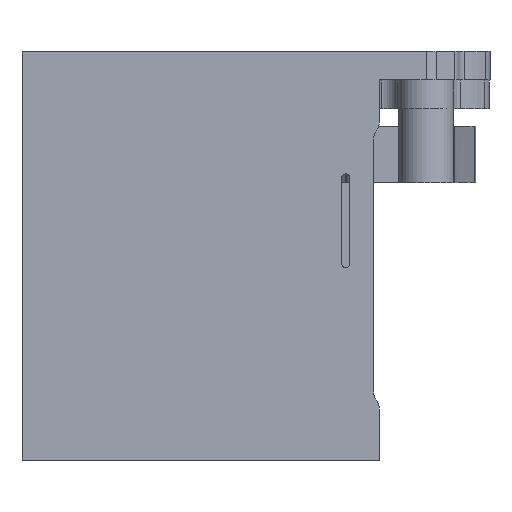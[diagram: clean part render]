
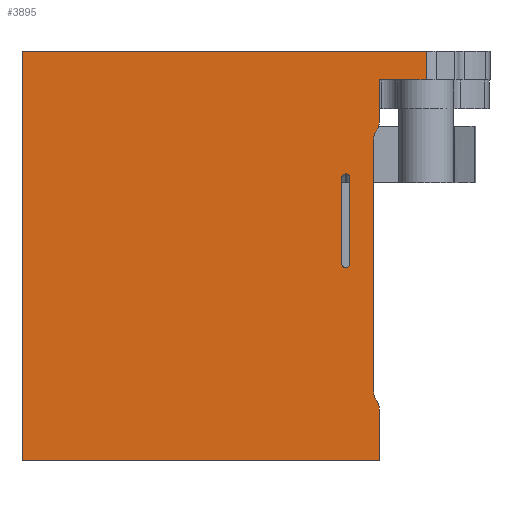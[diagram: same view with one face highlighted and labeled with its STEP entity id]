
A CAD part, left-side view. The second image highlights one B-rep face of the part: STEP entity #3895.
In plain terms, the highlighted planar face has unit normal (-1, 0, 0).
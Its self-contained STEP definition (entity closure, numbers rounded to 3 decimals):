
#55=FACE_BOUND('',#739,.T.);
#131=CIRCLE('',#4151,0.4);
#133=CIRCLE('',#4155,0.4);
#149=CIRCLE('',#4180,1.5);
#150=CIRCLE('',#4181,1.5);
#151=CIRCLE('',#4182,1.5);
#152=CIRCLE('',#4183,1.5);
#510=FACE_OUTER_BOUND('',#738,.T.);
#738=EDGE_LOOP('',(#2700,#2701,#2702,#2703,#2704,#2705,#2706,#2707,#2708,
#2709,#2710,#2711));
#739=EDGE_LOOP('',(#2712,#2713,#2714,#2715));
#1028=LINE('',#5916,#1352);
#1033=LINE('',#5930,#1357);
#1060=LINE('',#6018,#1384);
#1061=LINE('',#6024,#1385);
#1062=LINE('',#6030,#1386);
#1063=LINE('',#6032,#1387);
#1064=LINE('',#6034,#1388);
#1065=LINE('',#6036,#1389);
#1066=LINE('',#6038,#1390);
#1067=LINE('',#6039,#1391);
#1352=VECTOR('',#4633,10.);
#1357=VECTOR('',#4646,10.);
#1384=VECTOR('',#4725,10.);
#1385=VECTOR('',#4730,10.);
#1386=VECTOR('',#4735,10.);
#1387=VECTOR('',#4736,10.);
#1388=VECTOR('',#4737,10.);
#1389=VECTOR('',#4738,10.);
#1390=VECTOR('',#4739,10.);
#1391=VECTOR('',#4740,10.);
#1676=VERTEX_POINT('',#5914);
#1677=VERTEX_POINT('',#5915);
#1680=VERTEX_POINT('',#5923);
#1682=VERTEX_POINT('',#5929);
#1716=VERTEX_POINT('',#6016);
#1717=VERTEX_POINT('',#6017);
#1718=VERTEX_POINT('',#6019);
#1719=VERTEX_POINT('',#6021);
#1720=VERTEX_POINT('',#6023);
#1721=VERTEX_POINT('',#6025);
#1722=VERTEX_POINT('',#6027);
#1723=VERTEX_POINT('',#6029);
#1724=VERTEX_POINT('',#6031);
#1725=VERTEX_POINT('',#6033);
#1726=VERTEX_POINT('',#6035);
#1727=VERTEX_POINT('',#6037);
#2058=EDGE_CURVE('',#1676,#1677,#1028,.T.);
#2062=EDGE_CURVE('',#1677,#1680,#131,.T.);
#2065=EDGE_CURVE('',#1680,#1682,#1033,.T.);
#2068=EDGE_CURVE('',#1682,#1676,#133,.T.);
#2108=EDGE_CURVE('',#1716,#1717,#1060,.T.);
#2109=EDGE_CURVE('',#1718,#1716,#149,.T.);
#2110=EDGE_CURVE('',#1718,#1719,#150,.F.);
#2111=EDGE_CURVE('',#1719,#1720,#1061,.T.);
#2112=EDGE_CURVE('',#1720,#1721,#151,.F.);
#2113=EDGE_CURVE('',#1722,#1721,#152,.T.);
#2114=EDGE_CURVE('',#1722,#1723,#1062,.T.);
#2115=EDGE_CURVE('',#1724,#1723,#1063,.T.);
#2116=EDGE_CURVE('',#1725,#1724,#1064,.T.);
#2117=EDGE_CURVE('',#1726,#1725,#1065,.T.);
#2118=EDGE_CURVE('',#1727,#1726,#1066,.T.);
#2119=EDGE_CURVE('',#1717,#1727,#1067,.T.);
#2700=ORIENTED_EDGE('',*,*,#2108,.F.);
#2701=ORIENTED_EDGE('',*,*,#2109,.F.);
#2702=ORIENTED_EDGE('',*,*,#2110,.T.);
#2703=ORIENTED_EDGE('',*,*,#2111,.T.);
#2704=ORIENTED_EDGE('',*,*,#2112,.T.);
#2705=ORIENTED_EDGE('',*,*,#2113,.F.);
#2706=ORIENTED_EDGE('',*,*,#2114,.T.);
#2707=ORIENTED_EDGE('',*,*,#2115,.F.);
#2708=ORIENTED_EDGE('',*,*,#2116,.F.);
#2709=ORIENTED_EDGE('',*,*,#2117,.F.);
#2710=ORIENTED_EDGE('',*,*,#2118,.F.);
#2711=ORIENTED_EDGE('',*,*,#2119,.F.);
#2712=ORIENTED_EDGE('',*,*,#2068,.T.);
#2713=ORIENTED_EDGE('',*,*,#2058,.T.);
#2714=ORIENTED_EDGE('',*,*,#2062,.T.);
#2715=ORIENTED_EDGE('',*,*,#2065,.T.);
#3788=PLANE('',#4179);
#3895=ADVANCED_FACE('',(#510,#55),#3788,.T.);
#4151=AXIS2_PLACEMENT_3D('',#5924,#4639,#4640);
#4155=AXIS2_PLACEMENT_3D('',#5935,#4651,#4652);
#4179=AXIS2_PLACEMENT_3D('',#6015,#4723,#4724);
#4180=AXIS2_PLACEMENT_3D('',#6020,#4726,#4727);
#4181=AXIS2_PLACEMENT_3D('',#6022,#4728,#4729);
#4182=AXIS2_PLACEMENT_3D('',#6026,#4731,#4732);
#4183=AXIS2_PLACEMENT_3D('',#6028,#4733,#4734);
#4633=DIRECTION('',(0.,0.,-1.));
#4639=DIRECTION('center_axis',(1.,0.,0.));
#4640=DIRECTION('ref_axis',(0.,1.,0.));
#4646=DIRECTION('',(0.,0.,1.));
#4651=DIRECTION('center_axis',(1.,0.,0.));
#4652=DIRECTION('ref_axis',(0.,-1.,0.));
#4723=DIRECTION('center_axis',(-1.,0.,0.));
#4724=DIRECTION('ref_axis',(0.,-1.,0.));
#4725=DIRECTION('',(0.,0.,-1.));
#4726=DIRECTION('center_axis',(1.,0.,0.));
#4727=DIRECTION('ref_axis',(0.,-0.949,0.315));
#4728=DIRECTION('center_axis',(-1.,0.,0.));
#4729=DIRECTION('ref_axis',(0.,0.603,-0.798));
#4730=DIRECTION('',(0.,0.,1.));
#4731=DIRECTION('center_axis',(-1.,0.,0.));
#4732=DIRECTION('ref_axis',(0.,-1.,0.));
#4733=DIRECTION('center_axis',(1.,0.,0.));
#4734=DIRECTION('ref_axis',(0.,-0.924,-0.383));
#4735=DIRECTION('',(0.,0.,1.));
#4736=DIRECTION('',(0.,1.,0.));
#4737=DIRECTION('',(0.,0.,-1.));
#4738=DIRECTION('',(0.,-1.,0.));
#4739=DIRECTION('',(0.,0.,1.));
#4740=DIRECTION('',(0.,1.,0.));
#5914=CARTESIAN_POINT('',(-20.208,225.923,504.5));
#5915=CARTESIAN_POINT('',(-20.208,225.923,495.5));
#5916=CARTESIAN_POINT('',(-20.208,225.923,504.5));
#5923=CARTESIAN_POINT('',(-20.208,226.723,495.5));
#5924=CARTESIAN_POINT('Origin',(-20.208,226.323,495.5));
#5929=CARTESIAN_POINT('',(-20.208,226.723,504.5));
#5930=CARTESIAN_POINT('',(-20.208,226.723,495.5));
#5935=CARTESIAN_POINT('Origin',(-20.208,226.323,504.5));
#6015=CARTESIAN_POINT('Origin',(-20.208,260.623,514.7));
#6016=CARTESIAN_POINT('',(-20.208,222.823,480.335));
#6017=CARTESIAN_POINT('',(-20.208,222.823,474.933));
#6018=CARTESIAN_POINT('',(-20.208,222.823,479.125));
#6019=CARTESIAN_POINT('',(-20.208,223.121,481.233));
#6020=CARTESIAN_POINT('Origin',(-20.208,224.323,480.335));
#6021=CARTESIAN_POINT('',(-20.208,223.419,482.13));
#6022=CARTESIAN_POINT('Origin',(-20.208,221.919,482.13));
#6023=CARTESIAN_POINT('',(-20.208,223.419,508.527));
#6024=CARTESIAN_POINT('',(-20.208,223.419,484.787));
#6025=CARTESIAN_POINT('',(-20.208,223.121,509.424));
#6026=CARTESIAN_POINT('Origin',(-20.208,221.919,508.527));
#6027=CARTESIAN_POINT('',(-20.208,222.823,510.321));
#6028=CARTESIAN_POINT('Origin',(-20.208,224.323,510.321));
#6029=CARTESIAN_POINT('',(-20.208,222.823,514.7));
#6030=CARTESIAN_POINT('',(-20.208,222.823,482.7));
#6031=CARTESIAN_POINT('',(-20.208,217.937,514.7));
#6032=CARTESIAN_POINT('',(-20.208,220.795,514.7));
#6033=CARTESIAN_POINT('',(-20.208,217.937,517.7));
#6034=CARTESIAN_POINT('',(-20.208,217.937,516.2));
#6035=CARTESIAN_POINT('',(-20.208,260.123,517.7));
#6036=CARTESIAN_POINT('',(-20.208,218.437,517.7));
#6037=CARTESIAN_POINT('',(-20.208,260.123,474.933));
#6038=CARTESIAN_POINT('',(-20.208,260.123,477.933));
#6039=CARTESIAN_POINT('',(-20.208,260.623,474.933));
